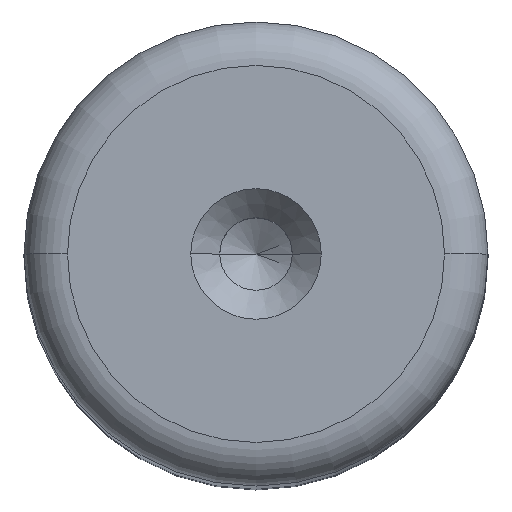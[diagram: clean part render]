
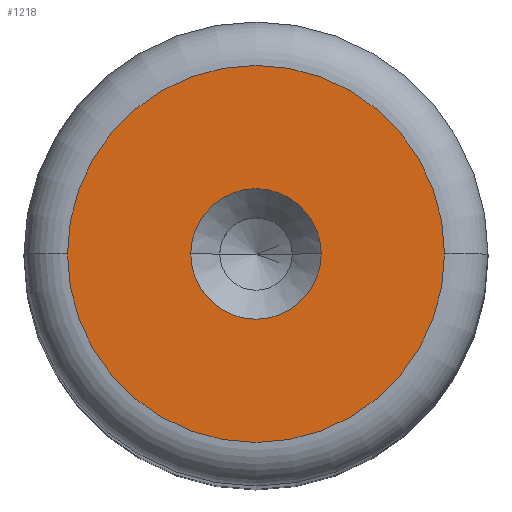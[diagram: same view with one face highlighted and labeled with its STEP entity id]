
A CAD part, top view. The second image highlights one B-rep face of the part: STEP entity #1218.
In plain terms, the highlighted planar face has unit normal (0, 0, 1).
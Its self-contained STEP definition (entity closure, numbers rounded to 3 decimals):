
#10 = CARTESIAN_POINT ( 'NONE',  ( 0., 0., 80. ) ) ;
#45 = VERTEX_POINT ( 'NONE', #952 ) ;
#114 = ORIENTED_EDGE ( 'NONE', *, *, #1073, .F. ) ;
#128 = DIRECTION ( 'NONE',  ( 1., 0., 0. ) ) ;
#169 = EDGE_LOOP ( 'NONE', ( #114, #349 ) ) ;
#222 = CARTESIAN_POINT ( 'NONE',  ( -6.5, 0., 80. ) ) ;
#280 = DIRECTION ( 'NONE',  ( 0., 0., 1. ) ) ;
#283 = DIRECTION ( 'NONE',  ( 0., 0., 1. ) ) ;
#289 = CARTESIAN_POINT ( 'NONE',  ( 0., 0., 80. ) ) ;
#294 = CARTESIAN_POINT ( 'NONE',  ( -2.25, 0., 80. ) ) ;
#346 = ORIENTED_EDGE ( 'NONE', *, *, #1550, .T. ) ;
#349 = ORIENTED_EDGE ( 'NONE', *, *, #1191, .F. ) ;
#372 = FACE_BOUND ( 'NONE', #169, .T. ) ;
#375 = EDGE_CURVE ( 'NONE', #45, #891, #1406, .T. ) ;
#410 = CARTESIAN_POINT ( 'NONE',  ( 2.25, 0., 80. ) ) ;
#413 = DIRECTION ( 'NONE',  ( 1., 0., 0. ) ) ;
#414 = PLANE ( 'NONE',  #563 ) ;
#441 = CIRCLE ( 'NONE', #702, 2.25 ) ;
#461 = EDGE_LOOP ( 'NONE', ( #1412, #346 ) ) ;
#486 = CIRCLE ( 'NONE', #1456, 6.5 ) ;
#541 = DIRECTION ( 'NONE',  ( 1., 0., 0. ) ) ;
#563 = AXIS2_PLACEMENT_3D ( 'NONE', #1041, #283, #541 ) ;
#702 = AXIS2_PLACEMENT_3D ( 'NONE', #1029, #280, #1163 ) ;
#888 = DIRECTION ( 'NONE',  ( 0., 0., 1. ) ) ;
#891 = VERTEX_POINT ( 'NONE', #222 ) ;
#952 = CARTESIAN_POINT ( 'NONE',  ( 6.5, 0., 80. ) ) ;
#1003 = FACE_OUTER_BOUND ( 'NONE', #461, .T. ) ;
#1006 = DIRECTION ( 'NONE',  ( 1., 0., 0. ) ) ;
#1029 = CARTESIAN_POINT ( 'NONE',  ( 0., 0., 80. ) ) ;
#1041 = CARTESIAN_POINT ( 'NONE',  ( 0., 0., 80. ) ) ;
#1073 = EDGE_CURVE ( 'NONE', #1538, #1577, #1273, .T. ) ;
#1126 = DIRECTION ( 'NONE',  ( 0., 0., 1. ) ) ;
#1163 = DIRECTION ( 'NONE',  ( 1., 0., 0. ) ) ;
#1167 = DIRECTION ( 'NONE',  ( 0., 0., 1. ) ) ;
#1191 = EDGE_CURVE ( 'NONE', #1577, #1538, #441, .T. ) ;
#1218 = ADVANCED_FACE ( 'NONE', ( #372, #1003 ), #414, .T. ) ;
#1262 = CARTESIAN_POINT ( 'NONE',  ( 0., 0., 80. ) ) ;
#1273 = CIRCLE ( 'NONE', #1392, 2.25 ) ;
#1392 = AXIS2_PLACEMENT_3D ( 'NONE', #10, #888, #128 ) ;
#1406 = CIRCLE ( 'NONE', #1463, 6.5 ) ;
#1412 = ORIENTED_EDGE ( 'NONE', *, *, #375, .T. ) ;
#1456 = AXIS2_PLACEMENT_3D ( 'NONE', #289, #1167, #413 ) ;
#1463 = AXIS2_PLACEMENT_3D ( 'NONE', #1262, #1126, #1006 ) ;
#1538 = VERTEX_POINT ( 'NONE', #410 ) ;
#1550 = EDGE_CURVE ( 'NONE', #891, #45, #486, .T. ) ;
#1577 = VERTEX_POINT ( 'NONE', #294 ) ;
